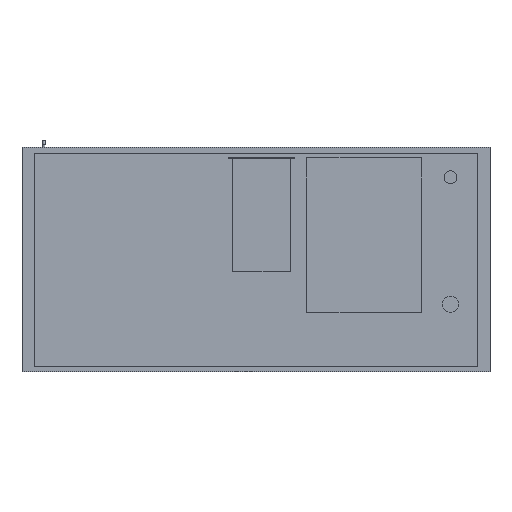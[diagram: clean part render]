
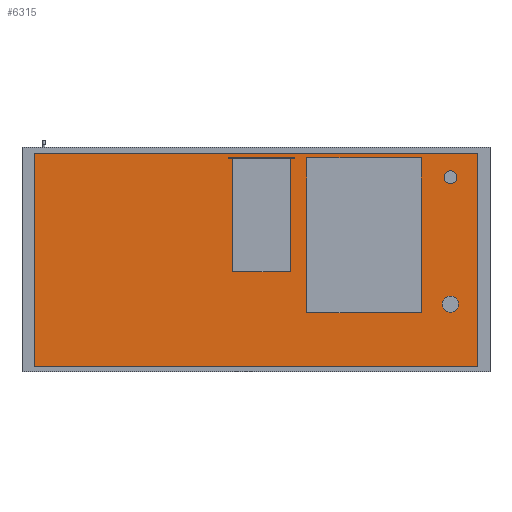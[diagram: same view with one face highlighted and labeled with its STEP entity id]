
A CAD part, front view. The second image highlights one B-rep face of the part: STEP entity #6315.
In plain terms, the highlighted planar face has unit normal (0, -1, 0).
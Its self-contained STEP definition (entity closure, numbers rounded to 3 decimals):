
#58=FACE_BOUND('',#667,.T.);
#59=FACE_BOUND('',#668,.T.);
#74=CIRCLE('',#6730,20.);
#76=CIRCLE('',#6734,25.);
#281=FACE_OUTER_BOUND('',#666,.T.);
#666=EDGE_LOOP('',(#4293,#4294,#4295,#4296));
#667=EDGE_LOOP('',(#4297));
#668=EDGE_LOOP('',(#4298));
#1096=LINE('',#9113,#1902);
#1098=LINE('',#9117,#1904);
#1100=LINE('',#9121,#1906);
#1102=LINE('',#9124,#1908);
#1902=VECTOR('',#7336,10.);
#1904=VECTOR('',#7340,10.);
#1906=VECTOR('',#7344,10.);
#1908=VECTOR('',#7348,10.);
#2650=VERTEX_POINT('',#8991);
#2652=VERTEX_POINT('',#8998);
#2689=VERTEX_POINT('',#9110);
#2690=VERTEX_POINT('',#9112);
#2691=VERTEX_POINT('',#9116);
#2692=VERTEX_POINT('',#9120);
#3255=EDGE_CURVE('',#2650,#2650,#74,.T.);
#3258=EDGE_CURVE('',#2652,#2652,#76,.T.);
#3312=EDGE_CURVE('',#2690,#2689,#1096,.T.);
#3314=EDGE_CURVE('',#2691,#2690,#1098,.T.);
#3316=EDGE_CURVE('',#2692,#2691,#1100,.T.);
#3318=EDGE_CURVE('',#2689,#2692,#1102,.T.);
#4293=ORIENTED_EDGE('',*,*,#3318,.T.);
#4294=ORIENTED_EDGE('',*,*,#3316,.T.);
#4295=ORIENTED_EDGE('',*,*,#3314,.T.);
#4296=ORIENTED_EDGE('',*,*,#3312,.T.);
#4297=ORIENTED_EDGE('',*,*,#3255,.T.);
#4298=ORIENTED_EDGE('',*,*,#3258,.T.);
#5978=PLANE('',#6759);
#6315=ADVANCED_FACE('',(#281,#58,#59),#5978,.T.);
#6730=AXIS2_PLACEMENT_3D('',#8993,#7230,#7231);
#6734=AXIS2_PLACEMENT_3D('',#9000,#7239,#7240);
#6759=AXIS2_PLACEMENT_3D('',#9125,#7349,#7350);
#7230=DIRECTION('center_axis',(0.,1.,0.));
#7231=DIRECTION('ref_axis',(1.,0.,0.));
#7239=DIRECTION('center_axis',(0.,1.,0.));
#7240=DIRECTION('ref_axis',(1.,0.,0.));
#7336=DIRECTION('',(-1.,0.,0.));
#7340=DIRECTION('',(0.,0.,1.));
#7344=DIRECTION('',(1.,0.,0.));
#7348=DIRECTION('',(0.,0.,-1.));
#7349=DIRECTION('center_axis',(0.,-1.,0.));
#7350=DIRECTION('ref_axis',(0.,0.,-1.));
#8991=CARTESIAN_POINT('',(582.5,-370.,255.));
#8993=CARTESIAN_POINT('Origin',(602.5,-370.,255.));
#8998=CARTESIAN_POINT('',(577.5,-370.,-138.));
#9000=CARTESIAN_POINT('Origin',(602.5,-370.,-138.));
#9110=CARTESIAN_POINT('',(-687.5,-370.,330.));
#9112=CARTESIAN_POINT('',(687.5,-370.,330.));
#9113=CARTESIAN_POINT('',(-687.5,-370.,330.));
#9116=CARTESIAN_POINT('',(687.5,-370.,-330.));
#9117=CARTESIAN_POINT('',(687.5,-370.,330.));
#9120=CARTESIAN_POINT('',(-687.5,-370.,-330.));
#9121=CARTESIAN_POINT('',(687.5,-370.,-330.));
#9124=CARTESIAN_POINT('',(-687.5,-370.,-330.));
#9125=CARTESIAN_POINT('Origin',(0.,-370.,0.));
